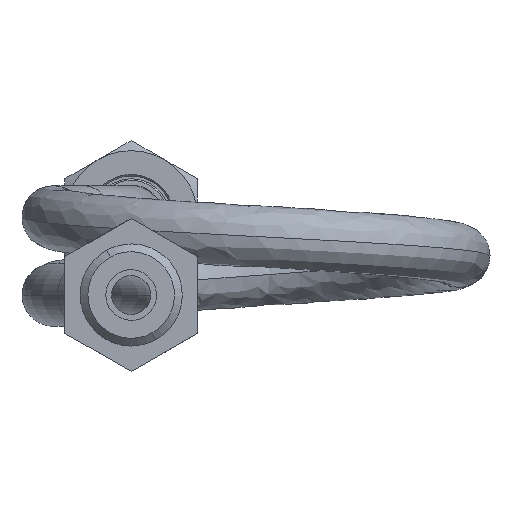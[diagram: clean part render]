
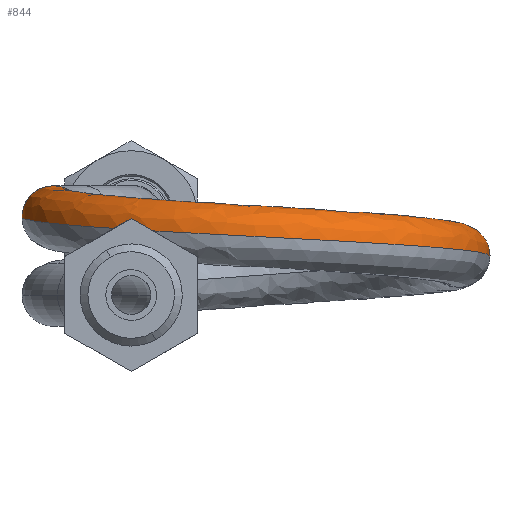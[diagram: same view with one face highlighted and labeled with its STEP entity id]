
A CAD part, left-side view. The second image highlights one B-rep face of the part: STEP entity #844.
In plain terms, the highlighted free-form (B-spline) face has degree [5, 5] with [9, 6] control points.
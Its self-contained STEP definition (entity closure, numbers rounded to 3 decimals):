
#273=CARTESIAN_POINT('Vertex',(-0.105,22.,9.992)) ;
#275=CARTESIAN_POINT('Vertex',(-0.143,30.,9.992)) ;
#357=CARTESIAN_POINT('Control Point',(0.,-22.,5.)) ;
#358=CARTESIAN_POINT('Control Point',(-8.07,-22.,5.584)) ;
#359=CARTESIAN_POINT('Control Point',(-16.141,-18.299,6.168)) ;
#360=CARTESIAN_POINT('Control Point',(-21.823,-10.915,6.745)) ;
#361=CARTESIAN_POINT('Control Point',(-24.41,4.072,7.745)) ;
#362=CARTESIAN_POINT('Control Point',(-16.499,16.278,8.745)) ;
#363=CARTESIAN_POINT('Control Point',(-11.605,20.064,9.16)) ;
#364=CARTESIAN_POINT('Control Point',(-5.859,21.972,9.576)) ;
#365=CARTESIAN_POINT('Control Point',(-0.105,22.,9.992)) ;
#366=CARTESIAN_POINT('Vertex',(0.,-22.,5.)) ;
#376=CARTESIAN_POINT('Vertex',(0.,-30.,5.)) ;
#380=CARTESIAN_POINT('Control Point',(0.,-30.,5.)) ;
#381=CARTESIAN_POINT('Control Point',(-11.005,-30.,5.584)) ;
#382=CARTESIAN_POINT('Control Point',(-22.01,-24.954,6.168)) ;
#383=CARTESIAN_POINT('Control Point',(-29.759,-14.885,6.745)) ;
#384=CARTESIAN_POINT('Control Point',(-33.286,5.553,7.745)) ;
#385=CARTESIAN_POINT('Control Point',(-22.499,22.198,8.745)) ;
#386=CARTESIAN_POINT('Control Point',(-15.825,27.359,9.16)) ;
#387=CARTESIAN_POINT('Control Point',(-7.99,29.962,9.576)) ;
#388=CARTESIAN_POINT('Control Point',(-0.143,30.,9.992)) ;
#761=CARTESIAN_POINT('Control Point',(-0.143,30.,9.992)) ;
#762=CARTESIAN_POINT('Control Point',(-0.143,30.,25.992)) ;
#763=CARTESIAN_POINT('Control Point',(-0.067,14.,17.992)) ;
#764=CARTESIAN_POINT('Control Point',(-0.067,14.,1.992)) ;
#765=CARTESIAN_POINT('Control Point',(-0.143,30.,-6.008)) ;
#766=CARTESIAN_POINT('Control Point',(-0.143,30.,9.992)) ;
#776=CARTESIAN_POINT('Control Point',(0.,-30.,5.)) ;
#777=CARTESIAN_POINT('Control Point',(0.,-30.,21.)) ;
#778=CARTESIAN_POINT('Control Point',(0.,-14.,13.)) ;
#779=CARTESIAN_POINT('Control Point',(0.,-14.,-3.)) ;
#780=CARTESIAN_POINT('Control Point',(0.,-30.,-11.)) ;
#781=CARTESIAN_POINT('Control Point',(0.,-30.,5.)) ;
#782=CARTESIAN_POINT('Control Point',(-11.005,-30.,5.584)) ;
#783=CARTESIAN_POINT('Control Point',(-11.005,-30.,21.584)) ;
#784=CARTESIAN_POINT('Control Point',(-5.136,-14.,13.584)) ;
#785=CARTESIAN_POINT('Control Point',(-5.136,-14.,-2.416)) ;
#786=CARTESIAN_POINT('Control Point',(-11.005,-30.,-10.416)) ;
#787=CARTESIAN_POINT('Control Point',(-11.005,-30.,5.584)) ;
#788=CARTESIAN_POINT('Control Point',(-22.01,-24.954,6.168)) ;
#789=CARTESIAN_POINT('Control Point',(-22.01,-24.954,22.168)) ;
#790=CARTESIAN_POINT('Control Point',(-10.272,-11.645,14.168)) ;
#791=CARTESIAN_POINT('Control Point',(-10.272,-11.645,-1.832)) ;
#792=CARTESIAN_POINT('Control Point',(-22.01,-24.954,-9.832)) ;
#793=CARTESIAN_POINT('Control Point',(-22.01,-24.954,6.168)) ;
#794=CARTESIAN_POINT('Control Point',(-29.759,-14.885,6.745)) ;
#795=CARTESIAN_POINT('Control Point',(-29.759,-14.885,22.745)) ;
#796=CARTESIAN_POINT('Control Point',(-13.887,-6.946,14.745)) ;
#797=CARTESIAN_POINT('Control Point',(-13.887,-6.946,-1.255)) ;
#798=CARTESIAN_POINT('Control Point',(-29.759,-14.885,-9.255)) ;
#799=CARTESIAN_POINT('Control Point',(-29.759,-14.885,6.745)) ;
#800=CARTESIAN_POINT('Control Point',(-33.286,5.553,7.745)) ;
#801=CARTESIAN_POINT('Control Point',(-33.286,5.553,23.745)) ;
#802=CARTESIAN_POINT('Control Point',(-15.534,2.592,15.745)) ;
#803=CARTESIAN_POINT('Control Point',(-15.534,2.592,-0.255)) ;
#804=CARTESIAN_POINT('Control Point',(-33.286,5.553,-8.255)) ;
#805=CARTESIAN_POINT('Control Point',(-33.286,5.553,7.745)) ;
#806=CARTESIAN_POINT('Control Point',(-22.499,22.198,8.745)) ;
#807=CARTESIAN_POINT('Control Point',(-22.499,22.198,24.745)) ;
#808=CARTESIAN_POINT('Control Point',(-10.5,10.359,16.745)) ;
#809=CARTESIAN_POINT('Control Point',(-10.5,10.359,0.745)) ;
#810=CARTESIAN_POINT('Control Point',(-22.499,22.198,-7.255)) ;
#811=CARTESIAN_POINT('Control Point',(-22.499,22.198,8.745)) ;
#812=CARTESIAN_POINT('Control Point',(-15.825,27.359,9.16)) ;
#813=CARTESIAN_POINT('Control Point',(-15.825,27.359,25.16)) ;
#814=CARTESIAN_POINT('Control Point',(-7.385,12.768,17.16)) ;
#815=CARTESIAN_POINT('Control Point',(-7.385,12.768,1.16)) ;
#816=CARTESIAN_POINT('Control Point',(-15.825,27.359,-6.84)) ;
#817=CARTESIAN_POINT('Control Point',(-15.825,27.359,9.16)) ;
#818=CARTESIAN_POINT('Control Point',(-7.99,29.962,9.576)) ;
#819=CARTESIAN_POINT('Control Point',(-7.99,29.962,25.576)) ;
#820=CARTESIAN_POINT('Control Point',(-3.729,13.982,17.576)) ;
#821=CARTESIAN_POINT('Control Point',(-3.729,13.982,1.576)) ;
#822=CARTESIAN_POINT('Control Point',(-7.99,29.962,-6.424)) ;
#823=CARTESIAN_POINT('Control Point',(-7.99,29.962,9.576)) ;
#824=CARTESIAN_POINT('Control Point',(-0.143,30.,9.992)) ;
#825=CARTESIAN_POINT('Control Point',(-0.143,30.,25.992)) ;
#826=CARTESIAN_POINT('Control Point',(-0.067,14.,17.992)) ;
#827=CARTESIAN_POINT('Control Point',(-0.067,14.,1.992)) ;
#828=CARTESIAN_POINT('Control Point',(-0.143,30.,-6.008)) ;
#829=CARTESIAN_POINT('Control Point',(-0.143,30.,9.992)) ;
#831=CARTESIAN_POINT('Control Point',(0.,-30.,5.)) ;
#832=CARTESIAN_POINT('Control Point',(0.,-30.,21.)) ;
#833=CARTESIAN_POINT('Control Point',(0.,-14.,13.)) ;
#834=CARTESIAN_POINT('Control Point',(0.,-14.,-3.)) ;
#835=CARTESIAN_POINT('Control Point',(0.,-30.,-11.)) ;
#836=CARTESIAN_POINT('Control Point',(0.,-30.,5.)) ;
#368=EDGE_CURVE('',#367,#274,#356,.T.) ;
#389=EDGE_CURVE('',#377,#276,#379,.T.) ;
#767=EDGE_CURVE('',#276,#274,#760,.T.) ;
#837=EDGE_CURVE('',#377,#367,#830,.T.) ;
#839=ORIENTED_EDGE('',*,*,#389,.F.) ;
#840=ORIENTED_EDGE('',*,*,#837,.T.) ;
#841=ORIENTED_EDGE('',*,*,#368,.T.) ;
#842=ORIENTED_EDGE('',*,*,#767,.F.) ;
#838=EDGE_LOOP('',(#839,#840,#841,#842)) ;
#274=VERTEX_POINT('',#273) ;
#276=VERTEX_POINT('',#275) ;
#367=VERTEX_POINT('',#366) ;
#377=VERTEX_POINT('',#376) ;
#844=ADVANCED_FACE('PartBody',(#843),#775,.F.) ;
#843=FACE_OUTER_BOUND('',#838,.T.) ;
#356=(BOUNDED_CURVE()B_SPLINE_CURVE(5,(#357,#358,#359,#360,#361,#362,#363,#364,#365),.UNSPECIFIED.,.F.,.U.)B_SPLINE_CURVE_WITH_KNOTS((6,3,6),(0.,47.402,81.201),.UNSPECIFIED.)CURVE()GEOMETRIC_REPRESENTATION_ITEM()RATIONAL_B_SPLINE_CURVE((0.25,0.25,0.25,0.25,0.25,0.25,0.25,0.25,0.25))REPRESENTATION_ITEM('')) ;
#379=(BOUNDED_CURVE()B_SPLINE_CURVE(5,(#380,#381,#382,#383,#384,#385,#386,#387,#388),.UNSPECIFIED.,.F.,.U.)B_SPLINE_CURVE_WITH_KNOTS((6,3,6),(0.,47.402,81.201),.UNSPECIFIED.)CURVE()GEOMETRIC_REPRESENTATION_ITEM()RATIONAL_B_SPLINE_CURVE((1.,1.,1.,1.,1.,1.,1.,1.,1.))REPRESENTATION_ITEM('')) ;
#760=(BOUNDED_CURVE()B_SPLINE_CURVE(5,(#761,#762,#763,#764,#765,#766),.UNSPECIFIED.,.F.,.U.)B_SPLINE_CURVE_WITH_KNOTS((6,6),(0.,25.133),.UNSPECIFIED.)CURVE()GEOMETRIC_REPRESENTATION_ITEM()RATIONAL_B_SPLINE_CURVE((1.,0.2,0.2,0.2,0.2,1.))REPRESENTATION_ITEM('')) ;
#830=(BOUNDED_CURVE()B_SPLINE_CURVE(5,(#831,#832,#833,#834,#835,#836),.UNSPECIFIED.,.F.,.U.)B_SPLINE_CURVE_WITH_KNOTS((6,6),(0.,25.133),.UNSPECIFIED.)CURVE()GEOMETRIC_REPRESENTATION_ITEM()RATIONAL_B_SPLINE_CURVE((1.,0.2,0.2,0.2,0.2,1.))REPRESENTATION_ITEM('')) ;
#775=(BOUNDED_SURFACE()B_SPLINE_SURFACE(5,5,((#776,#777,#778,#779,#780,#781),(#782,#783,#784,#785,#786,#787),(#788,#789,#790,#791,#792,#793),(#794,#795,#796,#797,#798,#799),(#800,#801,#802,#803,#804,#805),(#806,#807,#808,#809,#810,#811),(#812,#813,#814,#815,#816,#817),(#818,#819,#820,#821,#822,#823),(#824,#825,#826,#827,#828,#829)),.UNSPECIFIED.,.F.,.F.,.U.)B_SPLINE_SURFACE_WITH_KNOTS((6,3,6),(6,6),(0.,47.402,81.201),(0.,25.133),.UNSPECIFIED.)GEOMETRIC_REPRESENTATION_ITEM()RATIONAL_B_SPLINE_SURFACE(((1.,0.2,0.2,0.2,0.2,1.),(1.,0.2,0.2,0.2,0.2,1.),(1.,0.2,0.2,0.2,0.2,1.),(1.,0.2,0.2,0.2,0.2,1.),(1.,0.2,0.2,0.2,0.2,1.),(1.,0.2,0.2,0.2,0.2,1.),(1.,0.2,0.2,0.2,0.2,1.),(1.,0.2,0.2,0.2,0.2,1.),(1.,0.2,0.2,0.2,0.2,1.)))REPRESENTATION_ITEM('Rational BSpline Surface')SURFACE()) ;
